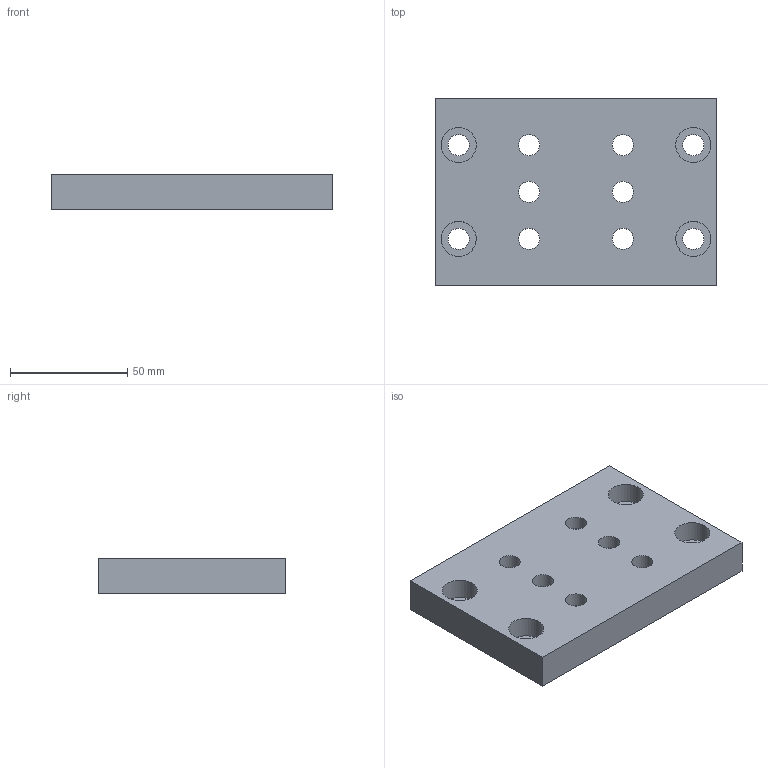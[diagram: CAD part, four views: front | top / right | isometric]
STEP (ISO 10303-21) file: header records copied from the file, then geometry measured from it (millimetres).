
FILE_DESCRIPTION((''),'2;1');
FILE_NAME('SV5003N.ipt.step','2007-09-10T15:15:24',(''),(''),'Autodesk Inventor 11','Autodesk Inventor 11','');
FILE_SCHEMA(('AUTOMOTIVE_DESIGN { 1 0 10303 214 1 1 1 1 }'));
Length unit declared in the file: millimetre
Products named in the file (1): SV5003N
Bounding box: 120 x 80 x 15 mm (x, y, z)
Volume: 124281.8 mm3; surface area: 29863.8 mm2
Topology: 1 solids, 1 shells, 36 faces, 72 edges, 48 vertices
Faces by surface type: bspline 30, plane 6
Entity records: 1179 total; most frequent: CARTESIAN_POINT 507, DIRECTION 106, ORIENTED_EDGE 104, EDGE_LOOP 86, EDGE_CURVE 52, FACE_BOUND 50, VERTEX_POINT 48, AXIS2_PLACEMENT_3D 47
